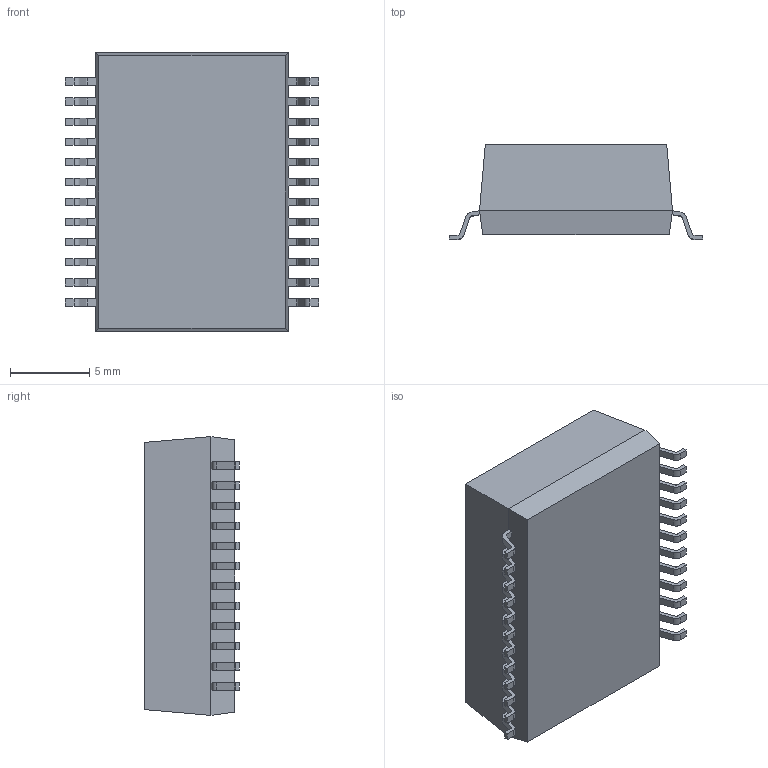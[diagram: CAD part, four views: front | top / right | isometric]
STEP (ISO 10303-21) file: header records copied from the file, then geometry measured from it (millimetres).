
FILE_DESCRIPTION (( 'STEP AP214' ), '1' );
FILE_NAME ('PT61020EL.STEP', '2021-05-18T12:42:14', ( '' ), ( '' ), 'SwSTEP 2.0', 'SolidWorks 2017', '' );
FILE_SCHEMA (( 'AUTOMOTIVE_DESIGN' ));
Length unit declared in the file: millimetre
Products named in the file (1): PT61020EL
Bounding box: 16 x 6 x 17.62 mm (x, y, z)
Volume: 1178.6 mm3; surface area: 838 mm2
Topology: 26 solids, 26 shells, 353 faces, 896 edges, 596 vertices
Faces by surface type: plane 253, cylinder 100
Entity records: 10857 total; most frequent: CARTESIAN_POINT 1846, DIRECTION 1804, ORIENTED_EDGE 1792, EDGE_CURVE 896, VECTOR 696, LINE 696, VERTEX_POINT 596, AXIS2_PLACEMENT_3D 554
